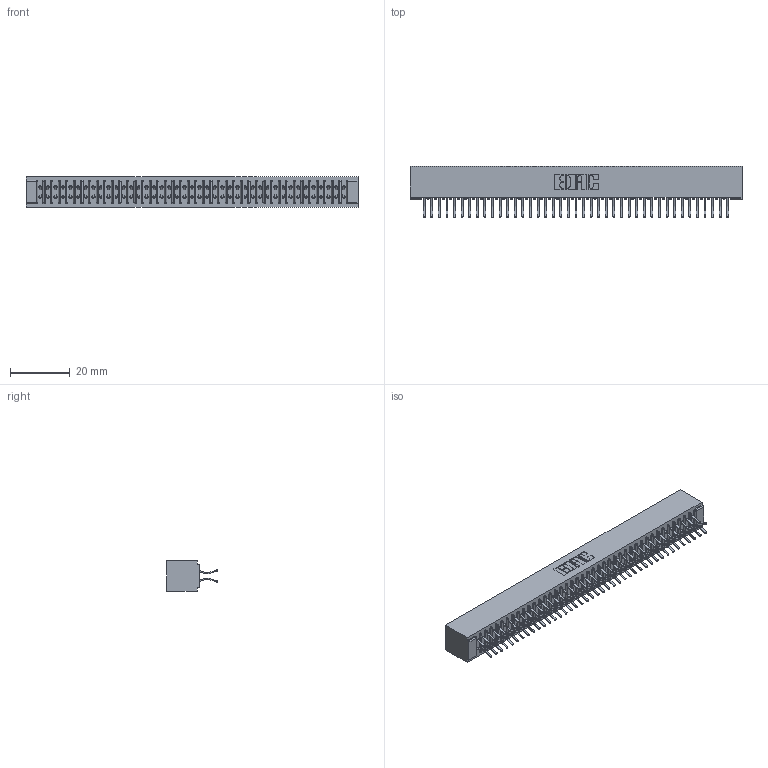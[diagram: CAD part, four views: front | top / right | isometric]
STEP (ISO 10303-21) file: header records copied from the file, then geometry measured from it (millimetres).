
FILE_DESCRIPTION (( 'STEP AP203' ), '1' );
FILE_NAME ('341-082-556-201.STEP', '2018-08-07T22:18:46', ( '' ), ( '' ), 'SwSTEP 2.0', 'SolidWorks 2016', '' );
FILE_SCHEMA (( 'CONFIG_CONTROL_DESIGN' ));
Length unit declared in the file: inch
Products named in the file (3): 341 Part_No Mounting Lugs; 341-292-001_341-292-156; 341-082-556-201
Assembly tree (83 placements, depth 2):
  341-082-556-201
    341 Part_No Mounting Lugs
    341-292-001_341-292-156  x82
Bounding box: 111.12 x 17.07 x 10.16 mm (x, y, z)
Volume: 8467.1 mm3; surface area: 15856.9 mm2
Topology: 83 solids, 83 shells, 5848 faces, 16979 edges, 11014 vertices
Faces by surface type: plane 3344, cylinder 2340, sphere 84, torus 80
Entity records: 49614 total; most frequent: CARTESIAN_POINT 8247, ORIENTED_EDGE 8194, DIRECTION 8007, EDGE_CURVE 4097, LINE 3307, VECTOR 3307, VERTEX_POINT 2590, AXIS2_PLACEMENT_3D 2350
